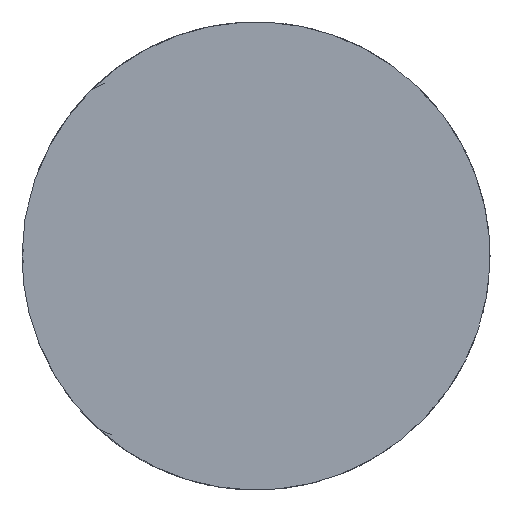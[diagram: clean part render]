
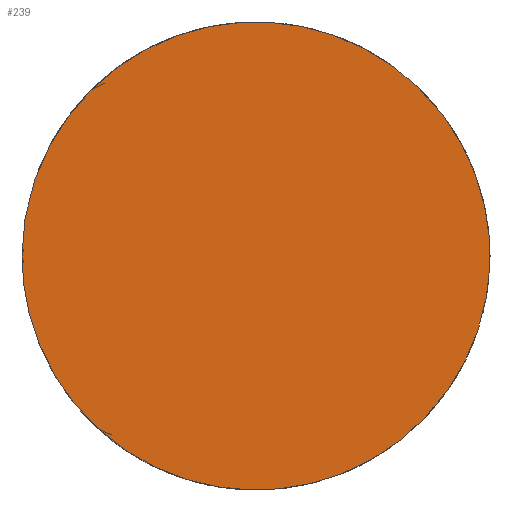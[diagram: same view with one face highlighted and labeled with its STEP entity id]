
A CAD part, left-side view. The second image highlights one B-rep face of the part: STEP entity #239.
In plain terms, the highlighted free-form (B-spline) face has degree [1, 1] with [2, 2] control points.
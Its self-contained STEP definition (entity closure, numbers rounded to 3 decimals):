
#168 = CARTESIAN_POINT ('', (-84., 6., 0.));
#169 = VERTEX_POINT ('', #168);
#177 = CARTESIAN_POINT ('', (-84., 6., 0.));
#178 = CARTESIAN_POINT ('', (-84., 6., 6.));
#179 = CARTESIAN_POINT ('', (-84., 0., 6.));
#180 = CARTESIAN_POINT ('', (-84., -6., 6.));
#181 = CARTESIAN_POINT ('', (-84., -6., 0.));
#182 = CARTESIAN_POINT ('', (-84., -6., -6.));
#183 = CARTESIAN_POINT ('', (-84., 0., -6.));
#184 = CARTESIAN_POINT ('', (-84., 6., -6.));
#185 = CARTESIAN_POINT ('', (-84., 6., 0.));
#186 = (
   BOUNDED_CURVE ()
   B_SPLINE_CURVE (2, (#177, #178, #179, #180, #181, #182, #183, #184, #185), .UNSPECIFIED., .T., .U.)
   B_SPLINE_CURVE_WITH_KNOTS ((3, 2, 2, 2, 3), (0., 0.25, 0.5, 0.75, 1.), .UNSPECIFIED.)
   CURVE ()
   GEOMETRIC_REPRESENTATION_ITEM ()
   RATIONAL_B_SPLINE_CURVE ((1., 0.707, 1., 0.707, 1., 0.707, 1., 0.707, 1.))
   REPRESENTATION_ITEM ('')
);
#187 = EDGE_CURVE ('', #169, #169, #186, .T.);
#231 = ORIENTED_EDGE ('', *, *, #187, .F.);
#232 = EDGE_LOOP ('', (#231));
#233 = FACE_OUTER_BOUND ('', #232, .T.);
#234 = CARTESIAN_POINT ('', (-84., -6.6, -6.6));
#235 = CARTESIAN_POINT ('', (-84., 6.6, -6.6));
#236 = CARTESIAN_POINT ('', (-84., -6.6, 6.6));
#237 = CARTESIAN_POINT ('', (-84., 6.6, 6.6));
#238 = B_SPLINE_SURFACE_WITH_KNOTS ('', 1, 1, ((#234, #235), (#236, #237)), .UNSPECIFIED., .F., .F., .U., (2, 2), (2, 2), (0., 1.), (0., 1.), .UNSPECIFIED.);
#239 = ADVANCED_FACE ('', (#233), #238, .T.);
